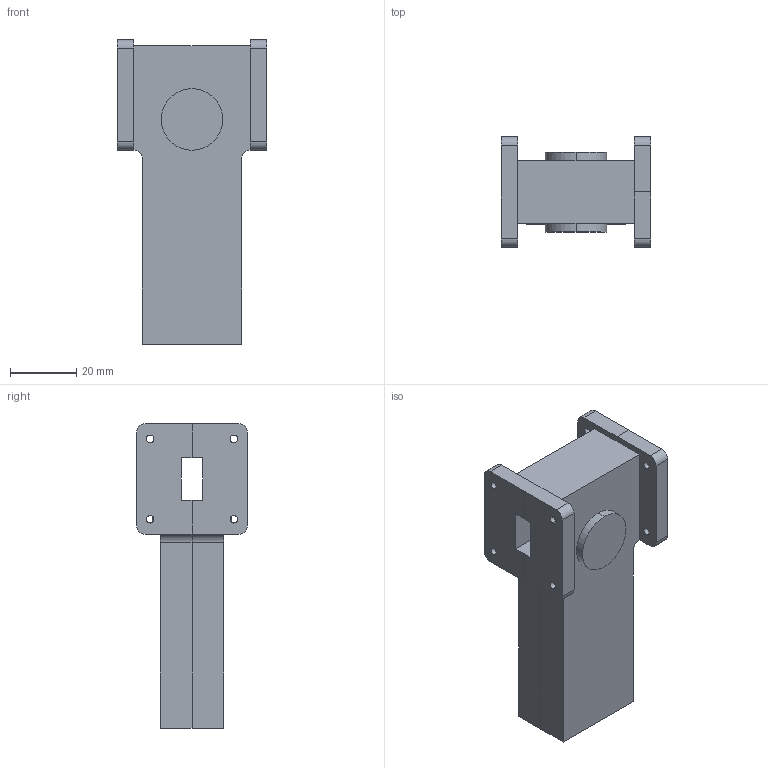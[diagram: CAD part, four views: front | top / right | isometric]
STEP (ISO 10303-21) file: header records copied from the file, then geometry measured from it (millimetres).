
FILE_DESCRIPTION (( 'STEP AP214' ), '1' );
FILE_NAME ('FM-W51IR001_3D.step', '2023-03-08T20:49:18', ( '' ), ( '' ), 'SwSTEP 2.0', 'SolidWorks 2022', '' );
FILE_SCHEMA (( 'AUTOMOTIVE_DESIGN' ));
Length unit declared in the file: inch
Products named in the file (1): FM-W51IR001_3D
Bounding box: 45 x 33.3 x 91.82 mm (x, y, z)
Volume: 58242.2 mm3; surface area: 17287.1 mm2
Topology: 1 solids, 1 shells, 72 faces, 201 edges, 131 vertices
Faces by surface type: plane 40, cylinder 32
Entity records: 2599 total; most frequent: DIRECTION 409, CARTESIAN_POINT 405, ORIENTED_EDGE 402, EDGE_CURVE 201, VECTOR 139, LINE 139, AXIS2_PLACEMENT_3D 135, VERTEX_POINT 131
